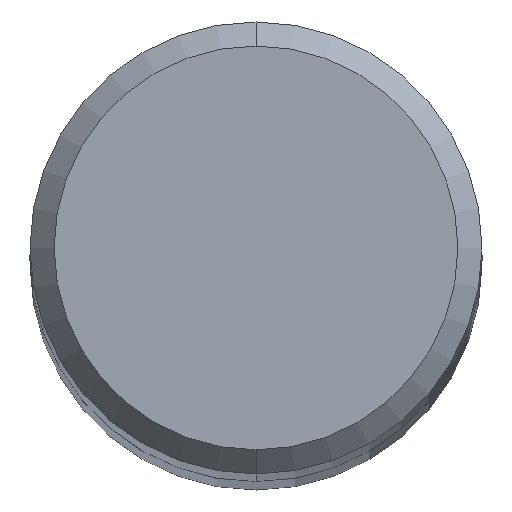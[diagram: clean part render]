
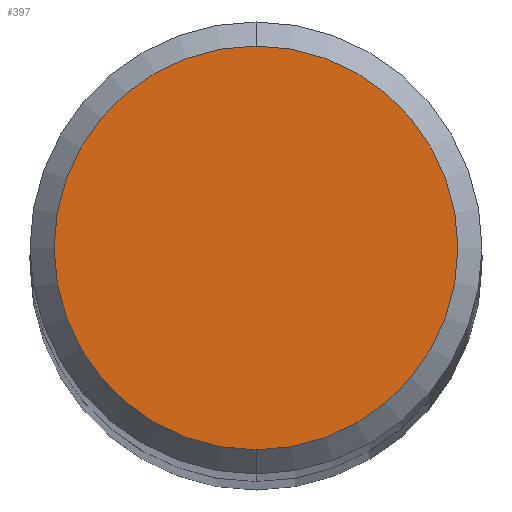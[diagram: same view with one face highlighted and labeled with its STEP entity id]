
A CAD part, top view. The second image highlights one B-rep face of the part: STEP entity #397.
In plain terms, the highlighted planar face has unit normal (0, 0, 1).
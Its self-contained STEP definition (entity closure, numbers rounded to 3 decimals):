
#237=VERTEX_POINT('',#518);
#255=VERTEX_POINT('',#537);
#263=EDGE_CURVE('',#237,#255,#546,.T.);
#397=ADVANCED_FACE('',(#694),#695,.T.);
#401=EDGE_CURVE('',#255,#237,#699,.T.);
#518=CARTESIAN_POINT('',(0.0,3.35,0.0));
#537=CARTESIAN_POINT('',(0.,-3.35,0.0));
#546=CIRCLE('',#938,3.35);
#694=FACE_OUTER_BOUND('',#1253,.T.);
#695=PLANE('',#1254);
#699=CIRCLE('',#1286,3.35);
#938=AXIS2_PLACEMENT_3D('',#1430,#1431,#1432);
#1253=EDGE_LOOP('',(#1603,#1604));
#1254=AXIS2_PLACEMENT_3D('',#1605,#1606,#1607);
#1286=AXIS2_PLACEMENT_3D('',#1608,#1609,#1610);
#1430=CARTESIAN_POINT('',(0.0,0.0,0.0));
#1431=DIRECTION('',(0.0,0.0,-1.0));
#1432=DIRECTION('',(0.0,1.0,0.0));
#1603=ORIENTED_EDGE('',*,*,#263,.F.);
#1604=ORIENTED_EDGE('',*,*,#401,.F.);
#1605=CARTESIAN_POINT('',(0.0,1.675,0.0));
#1606=DIRECTION('',(-0.0,0.0,1.0));
#1607=DIRECTION('',(0.0,-1.0,0.0));
#1608=CARTESIAN_POINT('',(0.0,0.0,0.0));
#1609=DIRECTION('',(0.0,0.0,-1.0));
#1610=DIRECTION('',(0.0,1.0,0.0));
